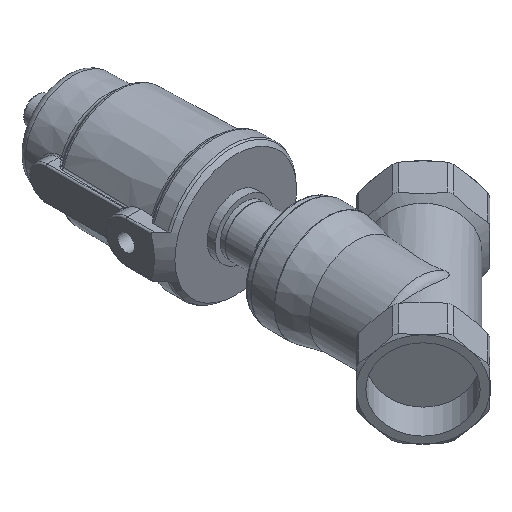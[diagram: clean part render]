
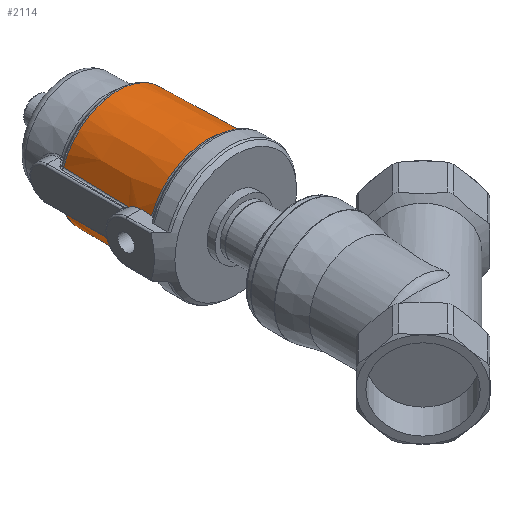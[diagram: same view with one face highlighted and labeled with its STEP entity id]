
A CAD part, isometric view. The second image highlights one B-rep face of the part: STEP entity #2114.
In plain terms, the highlighted conical face has half-angle 1.366 degrees and reference radius 33.971 mm.
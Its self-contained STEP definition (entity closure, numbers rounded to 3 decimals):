
#86=CONICAL_SURFACE('',#2293,33.972,0.024);
#274=CIRCLE('',#2294,33.972);
#275=CIRCLE('',#2295,35.23);
#412=ORIENTED_EDGE('',*,*,#1050,.F.);
#413=ORIENTED_EDGE('',*,*,#1051,.T.);
#414=ORIENTED_EDGE('',*,*,#1052,.F.);
#415=ORIENTED_EDGE('',*,*,#1053,.F.);
#416=ORIENTED_EDGE('',*,*,#1054,.T.);
#417=ORIENTED_EDGE('',*,*,#1031,.T.);
#418=ORIENTED_EDGE('',*,*,#1055,.T.);
#419=ORIENTED_EDGE('',*,*,#1056,.T.);
#1031=EDGE_CURVE('',#1356,#1359,#1574,.F.);
#1050=EDGE_CURVE('',#1372,#1373,#274,.T.);
#1051=EDGE_CURVE('',#1372,#1374,#1584,.T.);
#1052=EDGE_CURVE('',#1375,#1374,#1585,.T.);
#1053=EDGE_CURVE('',#1376,#1375,#1586,.T.);
#1054=EDGE_CURVE('',#1376,#1356,#275,.T.);
#1055=EDGE_CURVE('',#1359,#1377,#1587,.T.);
#1056=EDGE_CURVE('',#1377,#1373,#1588,.F.);
#1356=VERTEX_POINT('',#3105);
#1359=VERTEX_POINT('',#3116);
#1372=VERTEX_POINT('',#3287);
#1373=VERTEX_POINT('',#3288);
#1374=VERTEX_POINT('',#3299);
#1375=VERTEX_POINT('',#3305);
#1376=VERTEX_POINT('',#3313);
#1377=VERTEX_POINT('',#3319);
#1574=B_SPLINE_CURVE_WITH_KNOTS('',3,(#3117,#3118,#3119,#3120),
 .UNSPECIFIED.,.F.,.F.,(4,4),(0.,1.),.UNSPECIFIED.);
#1584=B_SPLINE_CURVE_WITH_KNOTS('',3,(#3289,#3290,#3291,#3292,#3293,#3294,
#3295,#3296,#3297,#3298),.UNSPECIFIED.,.F.,.F.,(4,3,3,4),(0.,0.002,
0.01,0.04),.UNSPECIFIED.);
#1585=B_SPLINE_CURVE_WITH_KNOTS('',3,(#3300,#3301,#3302,#3303,#3304),
 .UNSPECIFIED.,.F.,.F.,(4,1,4),(0.,0.003,
0.007),.UNSPECIFIED.);
#1586=B_SPLINE_CURVE_WITH_KNOTS('',3,(#3306,#3307,#3308,#3309,#3310,#3311,
#3312),.UNSPECIFIED.,.F.,.F.,(4,3,4),(0.065,0.069,
0.072),.UNSPECIFIED.);
#1587=B_SPLINE_CURVE_WITH_KNOTS('',3,(#3315,#3316,#3317,#3318),
 .UNSPECIFIED.,.F.,.F.,(4,4),(0.,1.),.UNSPECIFIED.);
#1588=B_SPLINE_CURVE_WITH_KNOTS('',3,(#3320,#3321,#3322,#3323),
 .UNSPECIFIED.,.F.,.F.,(4,4),(0.,1.),.UNSPECIFIED.);
#1711=EDGE_LOOP('',(#412,#413,#414,#415,#416,#417,#418,#419));
#1886=FACE_BOUND('',#1711,.T.);
#2114=ADVANCED_FACE('',(#1886),#86,.T.);
#2293=AXIS2_PLACEMENT_3D('',#3285,#2552,#2553);
#2294=AXIS2_PLACEMENT_3D('',#3286,#2554,#2555);
#2295=AXIS2_PLACEMENT_3D('',#3314,#2556,#2557);
#2552=DIRECTION('',(0.,-1.,0.));
#2553=DIRECTION('',(-1.,0.,0.));
#2554=DIRECTION('',(0.,1.,0.));
#2555=DIRECTION('',(1.,0.,0.));
#2556=DIRECTION('',(0.,1.,0.));
#2557=DIRECTION('',(1.,0.,0.));
#3105=CARTESIAN_POINT('',(-96.947,4.869,-8.215));
#3116=CARTESIAN_POINT('',(-96.782,11.298,-8.214));
#3117=CARTESIAN_POINT('',(-96.782,11.298,-8.214));
#3118=CARTESIAN_POINT('',(-96.837,9.155,-8.214));
#3119=CARTESIAN_POINT('',(-96.892,7.012,-8.215));
#3120=CARTESIAN_POINT('',(-96.947,4.869,-8.215));
#3285=CARTESIAN_POINT('',(-64.293,57.62,5.009));
#3286=CARTESIAN_POINT('',(-64.293,57.62,5.009));
#3287=CARTESIAN_POINT('',(-96.541,57.62,15.695));
#3288=CARTESIAN_POINT('',(-96.541,57.62,-5.676));
#3289=CARTESIAN_POINT('',(-96.541,57.62,15.695));
#3290=CARTESIAN_POINT('',(-96.557,56.954,15.695));
#3291=CARTESIAN_POINT('',(-96.574,56.288,15.695));
#3292=CARTESIAN_POINT('',(-96.591,55.621,15.695));
#3293=CARTESIAN_POINT('',(-96.658,52.955,15.696));
#3294=CARTESIAN_POINT('',(-96.724,50.289,15.697));
#3295=CARTESIAN_POINT('',(-96.791,47.624,15.697));
#3296=CARTESIAN_POINT('',(-97.038,37.744,15.699));
#3297=CARTESIAN_POINT('',(-97.286,27.865,15.701));
#3298=CARTESIAN_POINT('',(-97.532,17.985,15.703));
#3299=CARTESIAN_POINT('',(-97.532,17.985,15.703));
#3300=CARTESIAN_POINT('',(-97.028,11.322,17.609));
#3301=CARTESIAN_POINT('',(-96.998,12.506,17.609));
#3302=CARTESIAN_POINT('',(-97.068,14.826,17.281));
#3303=CARTESIAN_POINT('',(-97.358,16.992,16.322));
#3304=CARTESIAN_POINT('',(-97.532,17.985,15.703));
#3305=CARTESIAN_POINT('',(-97.028,11.322,17.609));
#3306=CARTESIAN_POINT('',(-97.193,4.869,17.609));
#3307=CARTESIAN_POINT('',(-97.164,6.001,17.609));
#3308=CARTESIAN_POINT('',(-97.135,7.132,17.609));
#3309=CARTESIAN_POINT('',(-97.106,8.264,17.609));
#3310=CARTESIAN_POINT('',(-97.08,9.283,17.609));
#3311=CARTESIAN_POINT('',(-97.054,10.303,17.609));
#3312=CARTESIAN_POINT('',(-97.028,11.322,17.609));
#3313=CARTESIAN_POINT('',(-97.193,4.869,17.609));
#3314=CARTESIAN_POINT('',(-64.293,4.869,5.009));
#3315=CARTESIAN_POINT('',(-96.782,11.298,-8.214));
#3316=CARTESIAN_POINT('',(-96.709,14.157,-8.213));
#3317=CARTESIAN_POINT('',(-97.031,16.982,-7.32));
#3318=CARTESIAN_POINT('',(-97.5,19.295,-5.684));
#3319=CARTESIAN_POINT('',(-97.5,19.295,-5.684));
#3320=CARTESIAN_POINT('',(-96.541,57.62,-5.676));
#3321=CARTESIAN_POINT('',(-96.861,44.845,-5.679));
#3322=CARTESIAN_POINT('',(-97.18,32.07,-5.682));
#3323=CARTESIAN_POINT('',(-97.5,19.295,-5.684));
